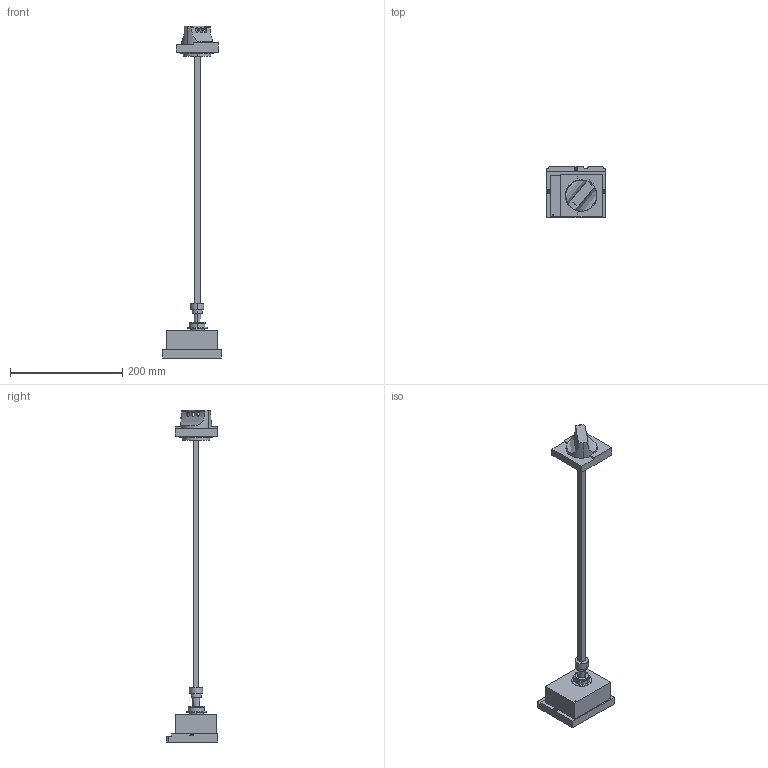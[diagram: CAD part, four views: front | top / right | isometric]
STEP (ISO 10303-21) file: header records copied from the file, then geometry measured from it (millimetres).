
FILE_DESCRIPTION((''),'2;1');
FILE_NAME('SB101701_3D-SOFTWARE_COLOUR_ASM','2012-04-06T',('SESA181470'),('Schneider-Electric'),'PRO/ENGINEER BY PARAMETRIC TECHNOLOGY CORPORATION, 2009400','PRO/ENGINEER BY PARAMETRIC TECHNOLOGY CORPORATION, 2009400','');
FILE_SCHEMA(('CONFIG_CONTROL_DESIGN'));
Length unit declared in the file: millimetre
Products named in the file (6): COQUE_EXTENDED_1_1; EMBOUT_COQUE_1_1; TIGE_1_1; CARRE_TIGE_1_1; INTERRUPTEUR_ASM_60_1_1; SB101701_3D-SOFTWARE_COLOUR_ASM
Assembly tree (5 placements, depth 2):
  SB101701_3D-SOFTWARE_COLOUR_ASM
    COQUE_EXTENDED_1_1
    EMBOUT_COQUE_1_1
    TIGE_1_1
    CARRE_TIGE_1_1
    INTERRUPTEUR_ASM_60_1_1
Bounding box: 104.53 x 92 x 590.68 mm (x, y, z)
Volume: 512096.6 mm3; surface area: 110436 mm2
Topology: 6 solids, 6 shells, 244 faces, 685 edges, 455 vertices
Faces by surface type: plane 161, cylinder 79, cone 2, extrusion 2
Entity records: 8799 total; most frequent: CARTESIAN_POINT 2240, ORIENTED_EDGE 1370, DIRECTION 1318, EDGE_CURVE 685, VERTEX_POINT 455, AXIS2_PLACEMENT_3D 441, VECTOR 436, LINE 434
